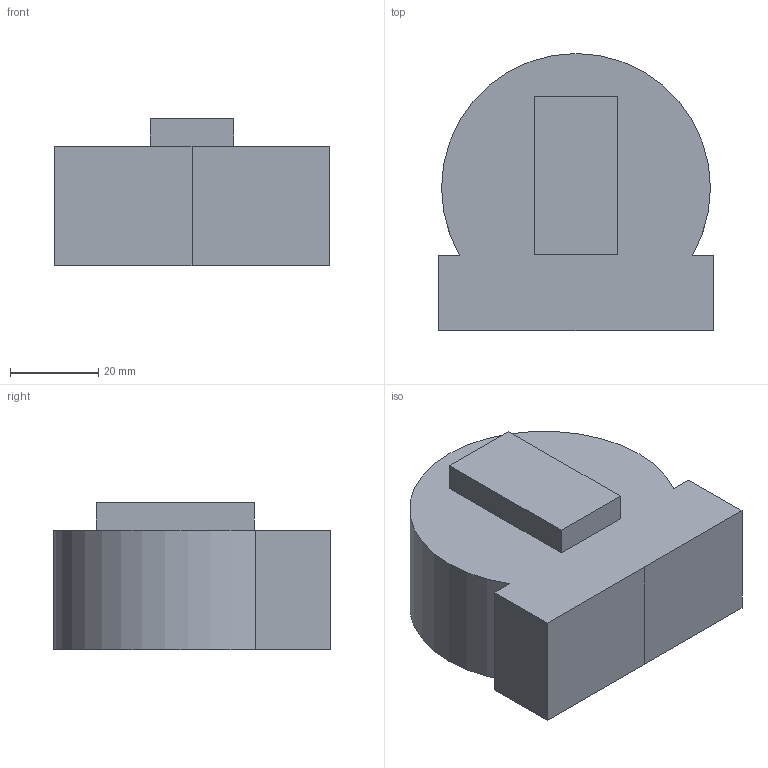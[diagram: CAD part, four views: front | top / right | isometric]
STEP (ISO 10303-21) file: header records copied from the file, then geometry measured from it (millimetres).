
FILE_DESCRIPTION((''),'2;1');
FILE_NAME('MASSBAND','2026-02-09T09:46:42',('Samuel'),(''),'CREO PARAMETRIC BY PTC INC, 2023073','CREO PARAMETRIC BY PTC INC, 2023073','');
FILE_SCHEMA(('CONFIG_CONTROL_DESIGN'));
Length unit declared in the file: millimetre
Products named in the file (1): MASSBAND
Bounding box: 62.4 x 62.7 x 33.3 mm (x, y, z)
Volume: 96212.2 mm3; surface area: 13810 mm2
Topology: 1 solids, 1 shells, 14 faces, 33 edges, 22 vertices
Faces by surface type: plane 13, cylinder 1
Entity records: 437 total; most frequent: CARTESIAN_POINT 69, ORIENTED_EDGE 66, DIRECTION 63, EDGE_CURVE 33, VECTOR 31, LINE 31, VERTEX_POINT 22, AXIS2_PLACEMENT_3D 16
